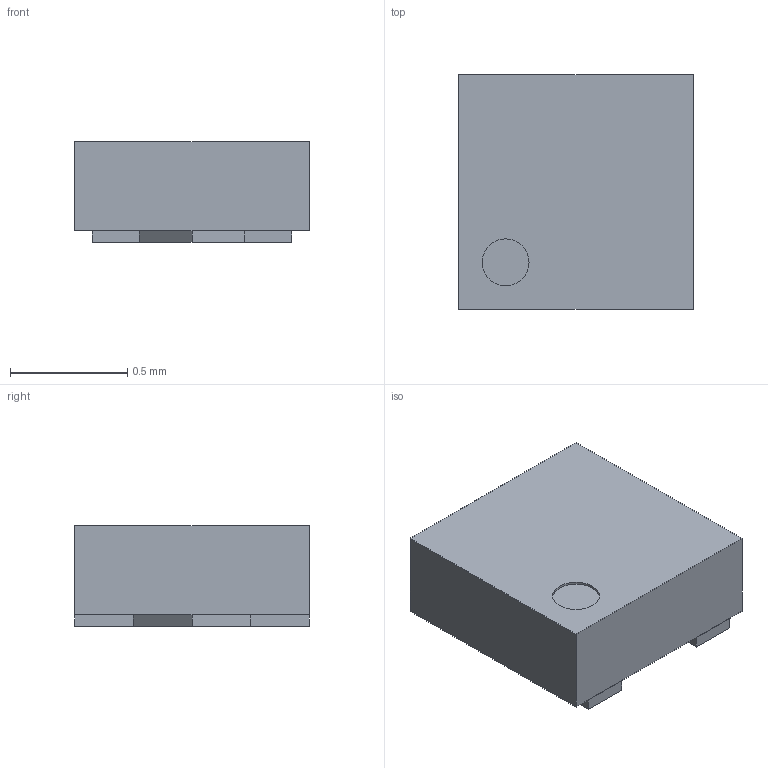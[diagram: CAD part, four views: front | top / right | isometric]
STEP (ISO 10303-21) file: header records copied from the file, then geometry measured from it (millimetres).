
FILE_DESCRIPTION(/* description */ (''),/* implementation_level */ '2;1');
FILE_NAME(/* name */ 'XDFN4 711AJ.step',/* time_stamp */ '2019-02-23T01:22:19+00:00',/* author */ ('eric.n.tech'),/* organization */ (''),/* preprocessor_version */ 'ST-DEVELOPER v17.2',/* originating_system */ 'Autodesk Translation Framework v7.6.0.251',/* authorisation */ '');
FILE_SCHEMA (('AUTOMOTIVE_DESIGN { 1 0 10303 214 3 1 1 }'));
Length unit declared in the file: millimetre
Products named in the file (1): XDFN4 711AJ
Bounding box: 1 x 1 x 0.43 mm (x, y, z)
Volume: 0.4 mm3; surface area: 4.6 mm2
Topology: 6 solids, 6 shells, 42 faces, 87 edges, 58 vertices
Faces by surface type: plane 41, cylinder 1
Full cylindrical faces by diameter (mm): 0.2 x1
Entity records: 1143 total; most frequent: CARTESIAN_POINT 188, DIRECTION 175, ORIENTED_EDGE 174, EDGE_CURVE 87, LINE 85, VECTOR 85, VERTEX_POINT 58, AXIS2_PLACEMENT_3D 45
